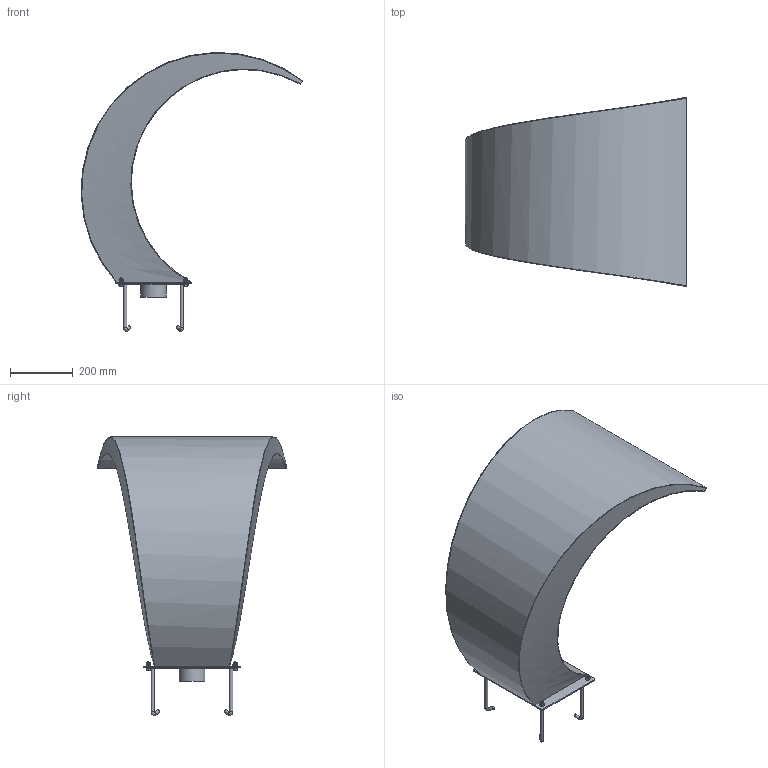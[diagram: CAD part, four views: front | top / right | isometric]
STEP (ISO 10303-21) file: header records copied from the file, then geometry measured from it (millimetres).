
FILE_DESCRIPTION(('STEP AP214'), '1');
FILE_NAME('Ð1-06 Êîáðà 600', '2025-03-18T10:41:30', ('Runwill'), (''), 'C3D Converter', 'C3D Toolkit', '');
FILE_SCHEMA(('AUTOMOTIVE_DESIGN { 1 0 10303 214 3 1 1}'));
Length unit declared in the file: millimetre
Assembly tree (11 placements, depth 3):
  (unnamed)
    (unnamed)
    (unnamed)
    (unnamed)
      (unnamed)  x4
    (unnamed)  x4
Bounding box: 705.25 x 600 x 887.93 mm (x, y, z)
Volume: 2543447.4 mm3; surface area: 3033945.2 mm2
Topology: 10 solids, 11 shells, 222 faces, 512 edges, 322 vertices
Faces by surface type: plane 98, cylinder 64, cone 29, torus 16, bspline 11, sphere 4
Full cylindrical faces by diameter (mm): 6.917 x4, 8 x4, 8.5 x8, 10 x12, 12.5 x4, 79 x2, 82 x1
Entity records: 14966 total; most frequent: CARTESIAN_POINT 11107, DIRECTION 650, ORIENTED_EDGE 650, EDGE_CURVE 327, AXIS2_PLACEMENT_3D 254, VERTEX_POINT 239, EDGE_LOOP 233, ADVANCED_FACE 162
